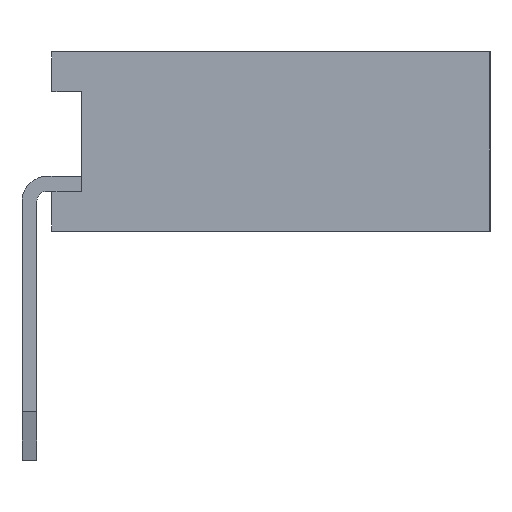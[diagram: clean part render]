
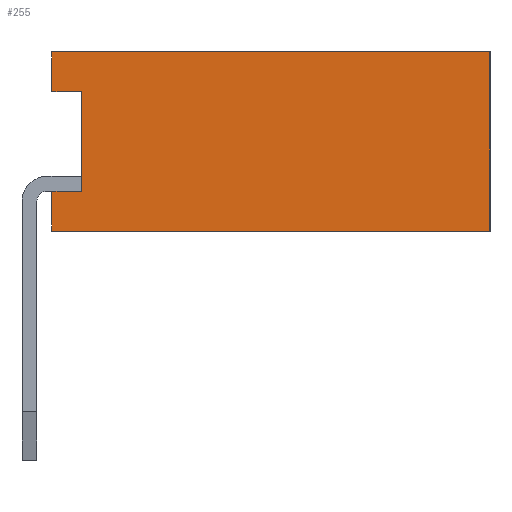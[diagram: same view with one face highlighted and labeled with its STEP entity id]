
A CAD part, left-side view. The second image highlights one B-rep face of the part: STEP entity #255.
In plain terms, the highlighted planar face has unit normal (-1, 0, 0).
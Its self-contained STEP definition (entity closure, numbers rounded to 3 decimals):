
#255=ADVANCED_FACE('',(#7232),#7234,.T.);
#7232=FACE_BOUND('',#7233,.T.);
#7233=EDGE_LOOP('',(#12803,#12804,#12805,#12806,#12807,#12808,#12809,#12810));
#7234=PLANE('',#7235);
#7235=AXIS2_PLACEMENT_3D('',#7236,#7237,#7238);
#7236=CARTESIAN_POINT('',(-0.635,-4.625,0.));
#7237=DIRECTION('',(-1.,0.,0.));
#7238=DIRECTION('',(0.,0.,1.));
#12803=ORIENTED_EDGE('',*,*,#16909,.T.);
#12804=ORIENTED_EDGE('',*,*,#16973,.T.);
#12805=ORIENTED_EDGE('',*,*,#16850,.T.);
#12806=ORIENTED_EDGE('',*,*,#16972,.F.);
#12807=ORIENTED_EDGE('',*,*,#16974,.F.);
#12808=ORIENTED_EDGE('',*,*,#16975,.T.);
#12809=ORIENTED_EDGE('',*,*,#16976,.T.);
#12810=ORIENTED_EDGE('',*,*,#16967,.F.);
#16850=EDGE_CURVE('',#18943,#18940,#18944,.F.);
#16909=EDGE_CURVE('',#19061,#19059,#19062,.F.);
#16967=EDGE_CURVE('',#19061,#19170,#19171,.T.);
#16972=EDGE_CURVE('',#19177,#18940,#19179,.T.);
#16973=EDGE_CURVE('',#19059,#18943,#19180,.T.);
#16974=EDGE_CURVE('',#19181,#19177,#19182,.T.);
#16975=EDGE_CURVE('',#19181,#19183,#19184,.T.);
#16976=EDGE_CURVE('',#19183,#19170,#19185,.T.);
#18940=VERTEX_POINT('',#22373);
#18943=VERTEX_POINT('',#22378);
#18944=LINE('',#22379,#22380);
#19059=VERTEX_POINT('',#22610);
#19061=VERTEX_POINT('',#22614);
#19062=LINE('',#22615,#22616);
#19170=VERTEX_POINT('',#22839);
#19171=LINE('',#22840,#22841);
#19177=VERTEX_POINT('',#22854);
#19179=LINE('',#22858,#22859);
#19180=LINE('',#22861,#22862);
#19181=VERTEX_POINT('',#22864);
#19182=LINE('',#22865,#22866);
#19183=VERTEX_POINT('',#22868);
#19184=LINE('',#22869,#22870);
#19185=LINE('',#22872,#22873);
#22373=CARTESIAN_POINT('',(-0.635,-0.225,0.4));
#22378=CARTESIAN_POINT('',(-0.635,-0.525,0.4));
#22379=CARTESIAN_POINT('',(-0.635,-0.225,0.4));
#22380=VECTOR('',#22381,1.);
#22381=DIRECTION('',(0.,-1.,0.));
#22610=CARTESIAN_POINT('',(-0.635,-0.525,1.4));
#22614=CARTESIAN_POINT('',(-0.635,-0.225,1.4));
#22615=CARTESIAN_POINT('',(-0.635,-0.525,1.4));
#22616=VECTOR('',#22617,1.);
#22617=DIRECTION('',(0.,1.,0.));
#22839=CARTESIAN_POINT('',(-0.635,-0.225,1.8));
#22840=CARTESIAN_POINT('',(-0.635,-0.225,1.4));
#22841=VECTOR('',#22842,1.);
#22842=DIRECTION('',(0.,0.,1.));
#22854=CARTESIAN_POINT('',(-0.635,-0.225,0.));
#22858=CARTESIAN_POINT('',(-0.635,-0.225,0.));
#22859=VECTOR('',#22860,1.);
#22860=DIRECTION('',(0.,0.,1.));
#22861=CARTESIAN_POINT('',(-0.635,-0.525,1.4));
#22862=VECTOR('',#22863,1.);
#22863=DIRECTION('',(0.,0.,-1.));
#22864=CARTESIAN_POINT('',(-0.635,-4.625,0.));
#22865=CARTESIAN_POINT('',(-0.635,-4.625,0.));
#22866=VECTOR('',#22867,1.);
#22867=DIRECTION('',(0.,1.,0.));
#22868=CARTESIAN_POINT('',(-0.635,-4.625,1.8));
#22869=CARTESIAN_POINT('',(-0.635,-4.625,0.));
#22870=VECTOR('',#22871,1.);
#22871=DIRECTION('',(0.,0.,1.));
#22872=CARTESIAN_POINT('',(-0.635,-4.625,1.8));
#22873=VECTOR('',#22874,1.);
#22874=DIRECTION('',(0.,1.,0.));
